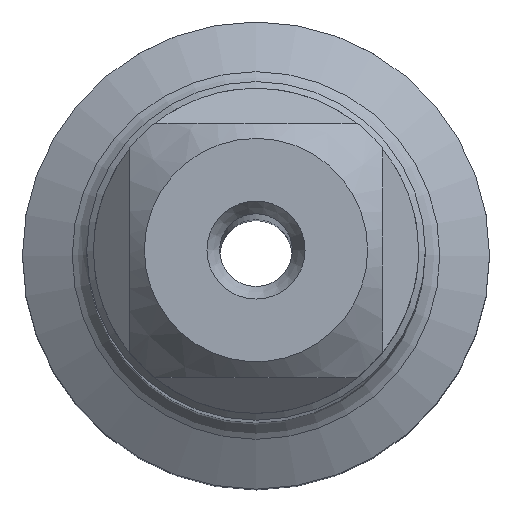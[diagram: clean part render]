
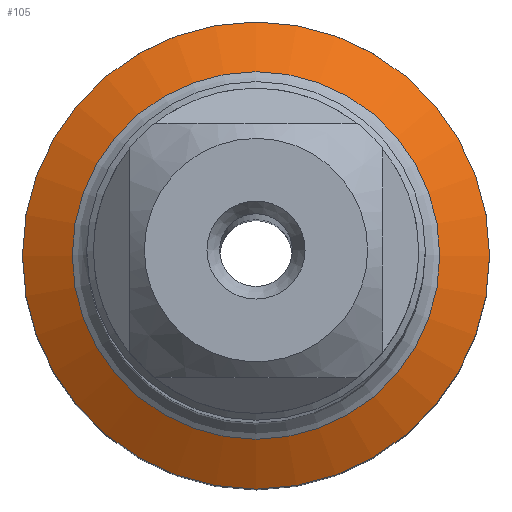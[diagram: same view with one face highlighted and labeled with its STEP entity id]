
A CAD part, top view. The second image highlights one B-rep face of the part: STEP entity #105.
In plain terms, the highlighted conical face has half-angle 60 degrees and reference radius 4.511 mm.
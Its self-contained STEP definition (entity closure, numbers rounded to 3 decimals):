
#92=CONICAL_SURFACE('',#472,4.511,60.);
#105=ADVANCED_FACE('',(#146,#147),#92,.T.);
#146=FACE_BOUND('',#184,.T.);
#147=FACE_BOUND('',#185,.T.);
#184=EDGE_LOOP('',(#252));
#185=EDGE_LOOP('',(#253));
#252=ORIENTED_EDGE('',*,*,#364,.T.);
#253=ORIENTED_EDGE('',*,*,#336,.F.);
#302=VERTEX_POINT('',#657);
#326=VERTEX_POINT('',#735);
#336=EDGE_CURVE('',#302,#302,#378,.T.);
#364=EDGE_CURVE('',#326,#326,#390,.T.);
#378=CIRCLE('',#449,6.431);
#390=CIRCLE('',#471,5.061);
#449=AXIS2_PLACEMENT_3D('',#656,#513,#514);
#471=AXIS2_PLACEMENT_3D('',#734,#565,#566);
#472=AXIS2_PLACEMENT_3D('',#736,#567,#568);
#513=DIRECTION('',(0.,0.,-1.));
#514=DIRECTION('',(-1.,0.,0.));
#565=DIRECTION('',(0.,0.,-1.));
#566=DIRECTION('',(-1.,0.,0.));
#567=DIRECTION('',(0.,0.,-1.));
#568=DIRECTION('',(-1.,0.,0.));
#656=CARTESIAN_POINT('',(0.,0.,-86.711));
#657=CARTESIAN_POINT('',(-6.431,0.,-86.711));
#734=CARTESIAN_POINT('',(0.,0.,-85.92));
#735=CARTESIAN_POINT('',(-5.061,0.,-85.92));
#736=CARTESIAN_POINT('',(0.,0.,-85.603));
